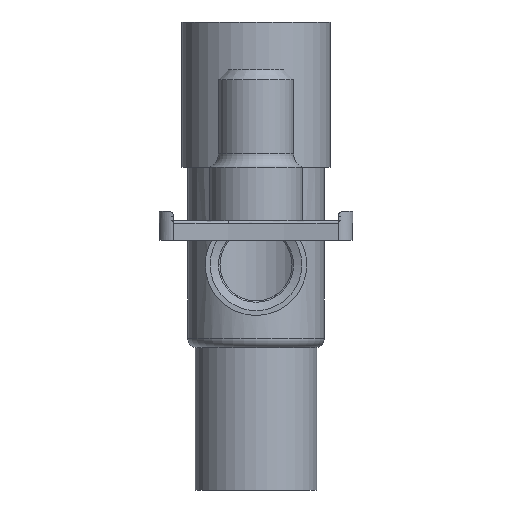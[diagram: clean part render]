
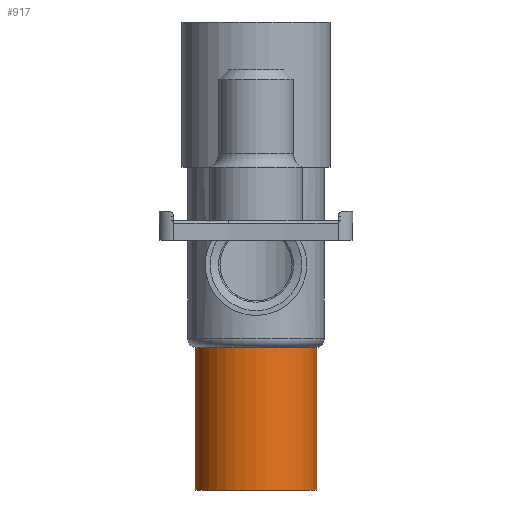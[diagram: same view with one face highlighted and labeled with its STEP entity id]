
A CAD part, left-side view. The second image highlights one B-rep face of the part: STEP entity #917.
In plain terms, the highlighted cylindrical face has radius 6.25 mm (diameter 12.5 mm), a full revolution.
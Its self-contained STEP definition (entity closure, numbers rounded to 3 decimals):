
#41=CYLINDRICAL_SURFACE('',#1005,6.25);
#110=FACE_OUTER_BOUND('',#169,.T.);
#169=EDGE_LOOP('',(#691,#692,#693,#694,#695));
#230=LINE('',#1537,#288);
#288=VECTOR('',#1168,6.25);
#343=CIRCLE('',#987,6.25);
#344=CIRCLE('',#988,6.25);
#353=CIRCLE('',#1006,6.25);
#404=VERTEX_POINT('',#1409);
#405=VERTEX_POINT('',#1411);
#422=VERTEX_POINT('',#1535);
#497=EDGE_CURVE('',#404,#405,#343,.T.);
#498=EDGE_CURVE('',#405,#404,#344,.T.);
#523=EDGE_CURVE('',#422,#422,#353,.T.);
#524=EDGE_CURVE('',#422,#405,#230,.T.);
#691=ORIENTED_EDGE('',*,*,#523,.F.);
#692=ORIENTED_EDGE('',*,*,#524,.T.);
#693=ORIENTED_EDGE('',*,*,#497,.F.);
#694=ORIENTED_EDGE('',*,*,#498,.F.);
#695=ORIENTED_EDGE('',*,*,#524,.F.);
#917=ADVANCED_FACE('',(#110),#41,.T.);
#987=AXIS2_PLACEMENT_3D('',#1412,#1120,#1121);
#988=AXIS2_PLACEMENT_3D('',#1413,#1122,#1123);
#1005=AXIS2_PLACEMENT_3D('',#1534,#1164,#1165);
#1006=AXIS2_PLACEMENT_3D('',#1536,#1166,#1167);
#1120=DIRECTION('center_axis',(0.,0.,1.));
#1121=DIRECTION('ref_axis',(1.,0.,0.));
#1122=DIRECTION('center_axis',(0.,0.,1.));
#1123=DIRECTION('ref_axis',(1.,0.,0.));
#1164=DIRECTION('center_axis',(0.,0.,-1.));
#1165=DIRECTION('ref_axis',(1.,0.,0.));
#1166=DIRECTION('center_axis',(0.,0.,-1.));
#1167=DIRECTION('ref_axis',(1.,0.,0.));
#1168=DIRECTION('',(0.,0.,1.));
#1409=CARTESIAN_POINT('',(6.25,0.,-18.5));
#1411=CARTESIAN_POINT('',(-6.25,0.,-18.5));
#1412=CARTESIAN_POINT('Origin',(0.,0.,-18.5));
#1413=CARTESIAN_POINT('Origin',(0.,0.,-18.5));
#1534=CARTESIAN_POINT('Origin',(0.,0.,-18.5));
#1535=CARTESIAN_POINT('',(-6.25,0.,-33.1));
#1536=CARTESIAN_POINT('Origin',(0.,0.,-33.1));
#1537=CARTESIAN_POINT('',(-6.25,0.,-18.5));
